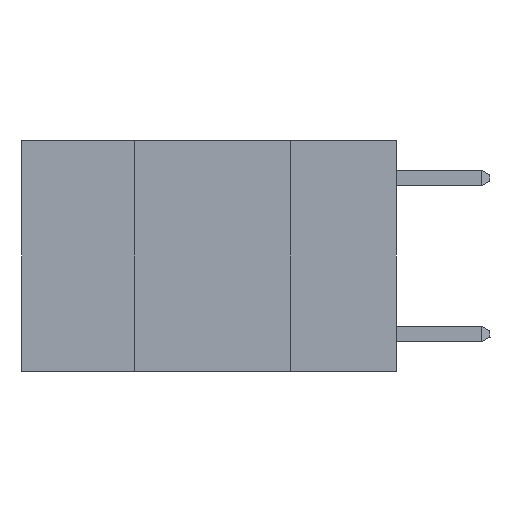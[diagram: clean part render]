
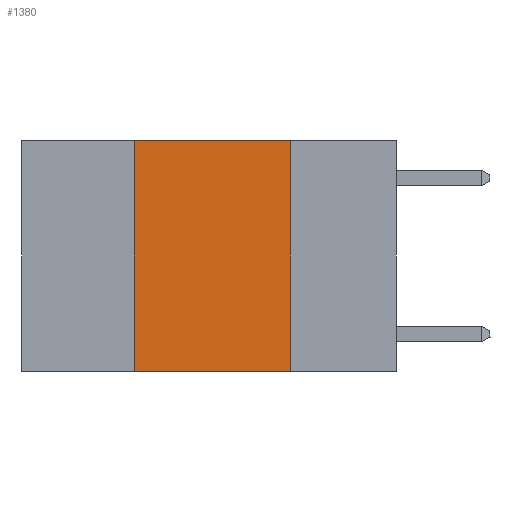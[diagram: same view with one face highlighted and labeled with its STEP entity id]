
A CAD part, left-side view. The second image highlights one B-rep face of the part: STEP entity #1380.
In plain terms, the highlighted planar face has unit normal (-1, 0, 0).
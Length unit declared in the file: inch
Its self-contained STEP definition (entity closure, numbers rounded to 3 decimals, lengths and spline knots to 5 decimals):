
#670 = DIRECTION ( 'NONE',  ( 0., 0., -1. ) ) ;
#801 = DIRECTION ( 'NONE',  ( 0., 0., -1. ) ) ;
#806 = CARTESIAN_POINT ( 'NONE',  ( 0., 0.17, 0. ) ) ;
#1109 = DIRECTION ( 'NONE',  ( 1., 0., 0. ) ) ;
#1380 = ADVANCED_FACE ( 'NONE', ( #8224 ), #7710, .F. ) ;
#1881 = CARTESIAN_POINT ( 'NONE',  ( 0., 0.17, -0.37 ) ) ;
#2782 = VERTEX_POINT ( 'NONE', #22733 ) ;
#3603 = CARTESIAN_POINT ( 'NONE',  ( 0., 0.6, -0.37 ) ) ;
#3790 = EDGE_CURVE ( 'NONE', #2782, #6535, #16943, .T. ) ;
#4171 = VERTEX_POINT ( 'NONE', #17531 ) ;
#5456 = DIRECTION ( 'NONE',  ( 0., -1., 0. ) ) ;
#6229 = CARTESIAN_POINT ( 'NONE',  ( 0., 0.6, 0. ) ) ;
#6535 = VERTEX_POINT ( 'NONE', #806 ) ;
#7526 = EDGE_CURVE ( 'NONE', #4171, #12917, #10373, .T. ) ;
#7686 = ORIENTED_EDGE ( 'NONE', *, *, #7526, .T. ) ;
#7710 = PLANE ( 'NONE',  #9108 ) ;
#7787 = CARTESIAN_POINT ( 'NONE',  ( 0., 0.6, 0. ) ) ;
#8224 = FACE_OUTER_BOUND ( 'NONE', #9891, .T. ) ;
#9108 = AXIS2_PLACEMENT_3D ( 'NONE', #7787, #1109, #801 ) ;
#9692 = EDGE_CURVE ( 'NONE', #4171, #2782, #19803, .T. ) ;
#9875 = ORIENTED_EDGE ( 'NONE', *, *, #3790, .F. ) ;
#9891 = EDGE_LOOP ( 'NONE', ( #12180, #9875, #16122, #7686 ) ) ;
#10358 = VECTOR ( 'NONE', #5456, 39.37008 ) ;
#10373 = LINE ( 'NONE', #3603, #10358 ) ;
#11635 = CARTESIAN_POINT ( 'NONE',  ( 0., 0.17, 0. ) ) ;
#12180 = ORIENTED_EDGE ( 'NONE', *, *, #22877, .F. ) ;
#12609 = VECTOR ( 'NONE', #670, 39.37008 ) ;
#12917 = VERTEX_POINT ( 'NONE', #1881 ) ;
#14620 = VECTOR ( 'NONE', #19786, 39.37008 ) ;
#15197 = VECTOR ( 'NONE', #21577, 39.37008 ) ;
#16122 = ORIENTED_EDGE ( 'NONE', *, *, #9692, .F. ) ;
#16943 = LINE ( 'NONE', #6229, #15197 ) ;
#17339 = LINE ( 'NONE', #11635, #12609 ) ;
#17531 = CARTESIAN_POINT ( 'NONE',  ( 0., 0.42, -0.37 ) ) ;
#18083 = CARTESIAN_POINT ( 'NONE',  ( 0., 0.42, 0. ) ) ;
#19786 = DIRECTION ( 'NONE',  ( 0., 0., 1. ) ) ;
#19803 = LINE ( 'NONE', #18083, #14620 ) ;
#21577 = DIRECTION ( 'NONE',  ( 0., -1., 0. ) ) ;
#22733 = CARTESIAN_POINT ( 'NONE',  ( 0., 0.42, 0. ) ) ;
#22877 = EDGE_CURVE ( 'NONE', #6535, #12917, #17339, .T. ) ;
